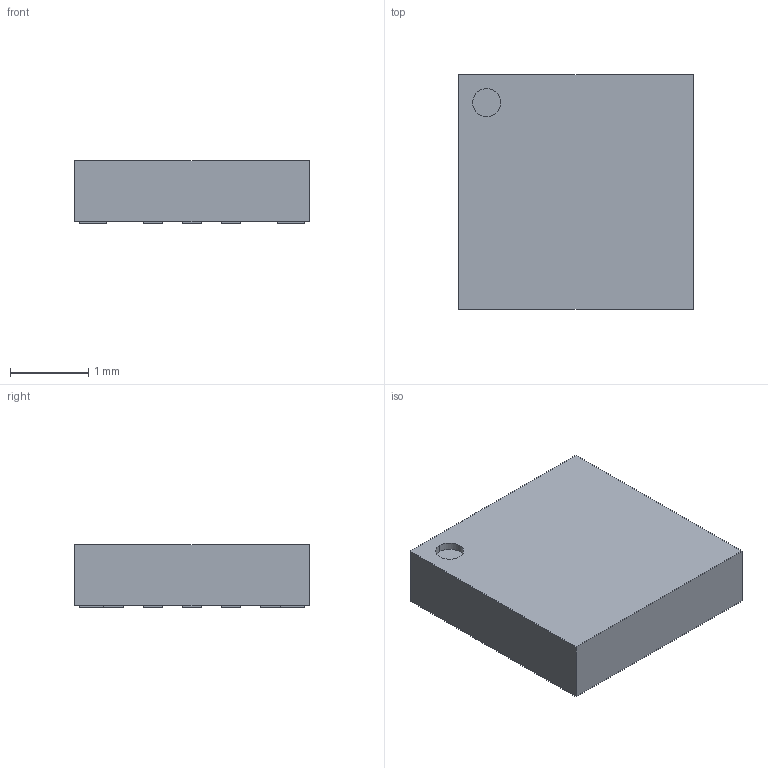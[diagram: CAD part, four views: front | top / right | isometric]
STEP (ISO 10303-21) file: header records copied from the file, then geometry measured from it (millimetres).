
FILE_DESCRIPTION(('FreeCAD Model'),'2;1');
FILE_NAME('ICG-20660L--3DModel-STEP-56544.STEP', '2018-10-27T13:40:07',('Author'),(''), 'Open CASCADE STEP processor 6.8','FreeCAD','Unknown');
FILE_SCHEMA(('AUTOMOTIVE_DESIGN_CC2 { 1 2 10303 214 -1 1 5 4 }'));
Length unit declared in the file: millimetre
Products named in the file (18): ICG-20660L; ICG-20660L009; ICG-20660L017; ICG-20660L001; ICG-20660L008; ICG-20660L005; ICG-20660L006; ICG-20660L015; ICG-20660L013; ICG-20660L010; ICG-20660L003; ICG-20660L016; ICG-20660L002; ICG-20660L004; ICG-20660L011; ICG-20660L012; ICG-20660L014; ICG-20660L007
Bounding box: 3 x 3 x 0.8 mm (x, y, z)
Volume: 7 mm3; surface area: 38 mm2
Topology: 18 solids, 18 shells, 194 faces, 420 edges, 280 vertices
Faces by surface type: plane 192, cylinder 2
Entity records: 11133 total; most frequent: CARTESIAN_POINT 1927, DIRECTION 1646, LINE 1244, VECTOR 1244, ORIENTED_EDGE 840, PCURVE 840, DEFINITIONAL_REPRESENTATION 840, EDGE_CURVE 420
